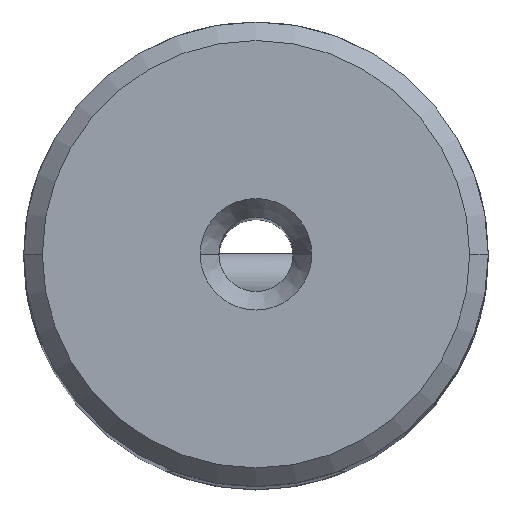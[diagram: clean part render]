
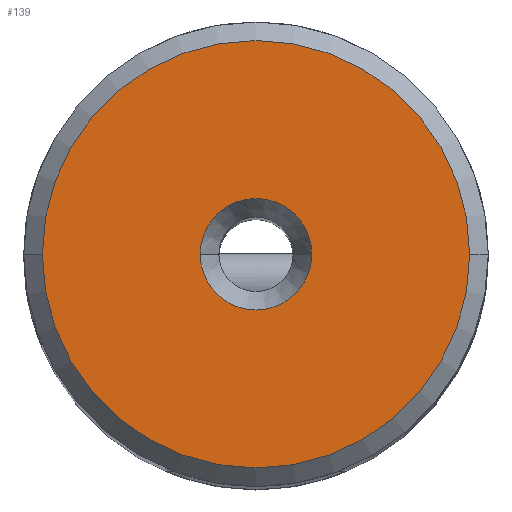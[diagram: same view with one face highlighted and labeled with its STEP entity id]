
A CAD part, top view. The second image highlights one B-rep face of the part: STEP entity #139.
In plain terms, the highlighted planar face has unit normal (0, 0, 1).
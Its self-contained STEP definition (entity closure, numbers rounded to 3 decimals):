
#35=PLANE('',#1652);
#60=FACE_BOUND('',#356,.T.);
#61=FACE_BOUND('',#357,.T.);
#139=ADVANCED_FACE('',(#60,#61),#35,.F.);
#356=EDGE_LOOP('',(#726,#727));
#357=EDGE_LOOP('',(#728,#729));
#476=CIRCLE('',#1609,3.);
#477=CIRCLE('',#1611,11.493);
#500=CIRCLE('',#1649,11.493);
#501=CIRCLE('',#1651,3.);
#726=ORIENTED_EDGE('',*,*,#1217,.F.);
#727=ORIENTED_EDGE('',*,*,#1290,.F.);
#728=ORIENTED_EDGE('',*,*,#1215,.T.);
#729=ORIENTED_EDGE('',*,*,#1291,.T.);
#1056=VERTEX_POINT('',#2485);
#1057=VERTEX_POINT('',#2487);
#1058=VERTEX_POINT('',#2491);
#1059=VERTEX_POINT('',#2492);
#1215=EDGE_CURVE('',#1057,#1056,#476,.T.);
#1217=EDGE_CURVE('',#1058,#1059,#477,.T.);
#1290=EDGE_CURVE('',#1059,#1058,#500,.T.);
#1291=EDGE_CURVE('',#1056,#1057,#501,.T.);
#1609=AXIS2_PLACEMENT_3D('',#2486,#1846,#1847);
#1611=AXIS2_PLACEMENT_3D('',#2490,#1851,#1852);
#1649=AXIS2_PLACEMENT_3D('',#2715,#1951,#1952);
#1651=AXIS2_PLACEMENT_3D('',#2717,#1955,#1956);
#1652=AXIS2_PLACEMENT_3D('',#2718,#1957,#1958);
#1846=DIRECTION('',(0.,0.,-1.));
#1847=DIRECTION('',(-1.,0.,0.));
#1851=DIRECTION('',(0.,0.,-1.));
#1852=DIRECTION('',(-1.,0.,0.));
#1951=DIRECTION('',(0.,0.,-1.));
#1952=DIRECTION('',(-1.,0.,0.));
#1955=DIRECTION('',(0.,0.,-1.));
#1956=DIRECTION('',(-1.,0.,0.));
#1957=DIRECTION('',(0.,0.,-1.));
#1958=DIRECTION('',(1.,0.,0.));
#2485=CARTESIAN_POINT('',(-3.,0.,0.));
#2486=CARTESIAN_POINT('',(0.,0.,0.));
#2487=CARTESIAN_POINT('',(3.,0.,0.));
#2490=CARTESIAN_POINT('',(0.,0.,0.));
#2491=CARTESIAN_POINT('',(-11.493,0.,0.));
#2492=CARTESIAN_POINT('',(11.493,0.,0.));
#2715=CARTESIAN_POINT('',(0.,0.,0.));
#2717=CARTESIAN_POINT('',(0.,0.,0.));
#2718=CARTESIAN_POINT('',(0.,3.,0.));
